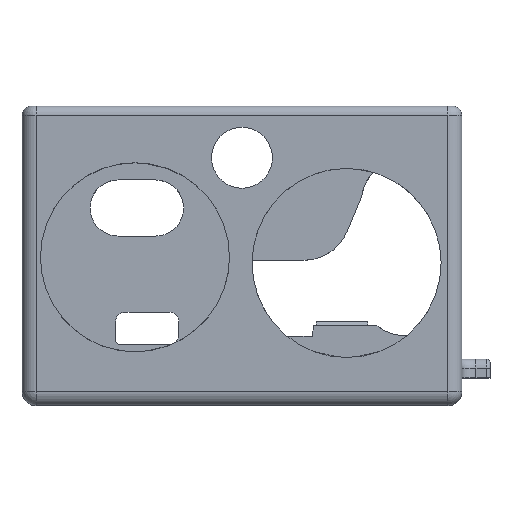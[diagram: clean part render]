
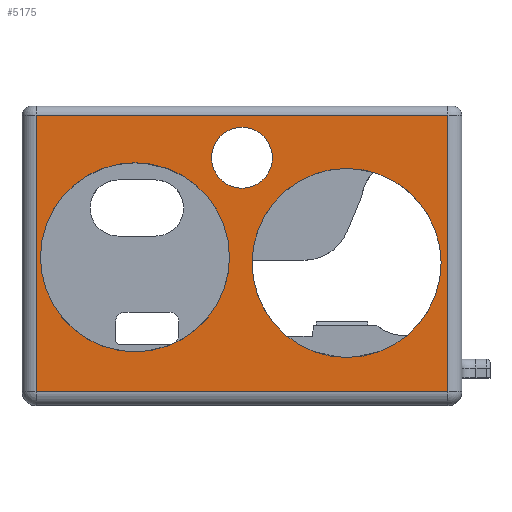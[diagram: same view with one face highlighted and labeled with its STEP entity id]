
A CAD part, top view. The second image highlights one B-rep face of the part: STEP entity #5175.
In plain terms, the highlighted planar face has unit normal (0, 0, 1).
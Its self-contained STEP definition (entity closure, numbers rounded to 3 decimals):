
#179 = ORIENTED_EDGE ( 'NONE', *, *, #7143, .T. ) ;
#204 = CARTESIAN_POINT ( 'NONE',  ( 0., 26.044, 21.5 ) ) ;
#254 = EDGE_CURVE ( 'NONE', #5960, #442, #3843, .T. ) ;
#332 = EDGE_CURVE ( 'NONE', #1652, #7154, #1194, .T. ) ;
#430 = AXIS2_PLACEMENT_3D ( 'NONE', #4651, #477, #564 ) ;
#442 = VERTEX_POINT ( 'NONE', #7658 ) ;
#477 = DIRECTION ( 'NONE',  ( 0., 0., 1. ) ) ;
#564 = DIRECTION ( 'NONE',  ( 1., 0., 0. ) ) ;
#775 = DIRECTION ( 'NONE',  ( -1., 0., 0. ) ) ;
#920 = LINE ( 'NONE', #204, #4566 ) ;
#1047 = AXIS2_PLACEMENT_3D ( 'NONE', #3004, #3300, #1930 ) ;
#1194 = LINE ( 'NONE', #7453, #6118 ) ;
#1241 = EDGE_CURVE ( 'NONE', #6416, #4051, #2548, .T. ) ;
#1362 = CARTESIAN_POINT ( 'NONE',  ( 0., 0., 21.5 ) ) ;
#1377 = DIRECTION ( 'NONE',  ( 0., 1., 0. ) ) ;
#1388 = ORIENTED_EDGE ( 'NONE', *, *, #8791, .F. ) ;
#1440 = VERTEX_POINT ( 'NONE', #1957 ) ;
#1652 = VERTEX_POINT ( 'NONE', #7788 ) ;
#1701 = ORIENTED_EDGE ( 'NONE', *, *, #1241, .F. ) ;
#1908 = AXIS2_PLACEMENT_3D ( 'NONE', #5550, #4881, #7594 ) ;
#1930 = DIRECTION ( 'NONE',  ( 1., 0., 0. ) ) ;
#1957 = CARTESIAN_POINT ( 'NONE',  ( 120.969, 17., 21.5 ) ) ;
#1994 = DIRECTION ( 'NONE',  ( 0., 0., 1. ) ) ;
#2024 = CARTESIAN_POINT ( 'NONE',  ( 83.469, 0., 21.5 ) ) ;
#2046 = VERTEX_POINT ( 'NONE', #5036 ) ;
#2097 = ORIENTED_EDGE ( 'NONE', *, *, #3797, .T. ) ;
#2371 = AXIS2_PLACEMENT_3D ( 'NONE', #1362, #2744, #5437 ) ;
#2418 = CARTESIAN_POINT ( 'NONE',  ( 0., -32.956, 21.5 ) ) ;
#2548 = CIRCLE ( 'NONE', #3395, 20.2 ) ;
#2606 = FACE_OUTER_BOUND ( 'NONE', #6366, .T. ) ;
#2637 = CARTESIAN_POINT ( 'NONE',  ( 133.969, 17., 21.5 ) ) ;
#2661 = CARTESIAN_POINT ( 'NONE',  ( 127.469, 17., 21.5 ) ) ;
#2744 = DIRECTION ( 'NONE',  ( 0., 0., -1. ) ) ;
#2851 = DIRECTION ( 'NONE',  ( 0., 0., 1. ) ) ;
#3004 = CARTESIAN_POINT ( 'NONE',  ( 104.61, -4.258, 21.5 ) ) ;
#3039 = DIRECTION ( 'NONE',  ( 1., 0., 0. ) ) ;
#3173 = VECTOR ( 'NONE', #4845, 1000. ) ;
#3205 = CARTESIAN_POINT ( 'NONE',  ( 127.469, 17., 21.5 ) ) ;
#3261 = FACE_BOUND ( 'NONE', #5323, .T. ) ;
#3300 = DIRECTION ( 'NONE',  ( 0., 0., 1. ) ) ;
#3395 = AXIS2_PLACEMENT_3D ( 'NONE', #7629, #2851, #6852 ) ;
#3501 = VECTOR ( 'NONE', #3039, 1000. ) ;
#3592 = CIRCLE ( 'NONE', #4024, 6.5 ) ;
#3797 = EDGE_CURVE ( 'NONE', #4913, #1652, #4409, .T. ) ;
#3843 = CIRCLE ( 'NONE', #430, 20.2 ) ;
#4024 = AXIS2_PLACEMENT_3D ( 'NONE', #2661, #1994, #5447 ) ;
#4051 = VERTEX_POINT ( 'NONE', #4718 ) ;
#4068 = EDGE_CURVE ( 'NONE', #1440, #7583, #5622, .T. ) ;
#4310 = ORIENTED_EDGE ( 'NONE', *, *, #6511, .T. ) ;
#4409 = LINE ( 'NONE', #2418, #3501 ) ;
#4526 = ORIENTED_EDGE ( 'NONE', *, *, #4068, .F. ) ;
#4566 = VECTOR ( 'NONE', #7702, 1000. ) ;
#4633 = PLANE ( 'NONE',  #2371 ) ;
#4651 = CARTESIAN_POINT ( 'NONE',  ( 104.61, -4.258, 21.5 ) ) ;
#4718 = CARTESIAN_POINT ( 'NONE',  ( 170.025, -5.467, 21.5 ) ) ;
#4845 = DIRECTION ( 'NONE',  ( 0., -1., 0. ) ) ;
#4881 = DIRECTION ( 'NONE',  ( 0., 0., 1. ) ) ;
#4913 = VERTEX_POINT ( 'NONE', #5655 ) ;
#5018 = CARTESIAN_POINT ( 'NONE',  ( 171.469, 26.044, 21.5 ) ) ;
#5026 = ORIENTED_EDGE ( 'NONE', *, *, #254, .F. ) ;
#5036 = CARTESIAN_POINT ( 'NONE',  ( 83.469, 26.044, 21.5 ) ) ;
#5175 = ADVANCED_FACE ( 'NONE', ( #3261, #7439, #5971, #2606 ), #4633, .F. ) ;
#5323 = EDGE_LOOP ( 'NONE', ( #4526, #6417 ) ) ;
#5437 = DIRECTION ( 'NONE',  ( -1., 0., 0. ) ) ;
#5447 = DIRECTION ( 'NONE',  ( -1., 0., 0. ) ) ;
#5550 = CARTESIAN_POINT ( 'NONE',  ( 149.825, -5.467, 21.5 ) ) ;
#5622 = CIRCLE ( 'NONE', #8600, 6.5 ) ;
#5655 = CARTESIAN_POINT ( 'NONE',  ( 83.469, -32.956, 21.5 ) ) ;
#5699 = ORIENTED_EDGE ( 'NONE', *, *, #7687, .F. ) ;
#5960 = VERTEX_POINT ( 'NONE', #7546 ) ;
#5971 = FACE_BOUND ( 'NONE', #6886, .T. ) ;
#6118 = VECTOR ( 'NONE', #1377, 1000. ) ;
#6340 = EDGE_CURVE ( 'NONE', #7583, #1440, #3592, .T. ) ;
#6366 = EDGE_LOOP ( 'NONE', ( #6449, #4310, #179, #2097 ) ) ;
#6416 = VERTEX_POINT ( 'NONE', #7572 ) ;
#6417 = ORIENTED_EDGE ( 'NONE', *, *, #6340, .F. ) ;
#6449 = ORIENTED_EDGE ( 'NONE', *, *, #332, .T. ) ;
#6511 = EDGE_CURVE ( 'NONE', #7154, #2046, #920, .T. ) ;
#6524 = EDGE_LOOP ( 'NONE', ( #5026, #1388 ) ) ;
#6852 = DIRECTION ( 'NONE',  ( 1., 0., 0. ) ) ;
#6861 = LINE ( 'NONE', #2024, #3173 ) ;
#6886 = EDGE_LOOP ( 'NONE', ( #5699, #1701 ) ) ;
#6980 = DIRECTION ( 'NONE',  ( 0., 0., 1. ) ) ;
#7143 = EDGE_CURVE ( 'NONE', #2046, #4913, #6861, .T. ) ;
#7154 = VERTEX_POINT ( 'NONE', #5018 ) ;
#7439 = FACE_BOUND ( 'NONE', #6524, .T. ) ;
#7453 = CARTESIAN_POINT ( 'NONE',  ( 171.469, 0., 21.5 ) ) ;
#7546 = CARTESIAN_POINT ( 'NONE',  ( 124.81, -4.258, 21.5 ) ) ;
#7572 = CARTESIAN_POINT ( 'NONE',  ( 129.625, -5.467, 21.5 ) ) ;
#7583 = VERTEX_POINT ( 'NONE', #2637 ) ;
#7594 = DIRECTION ( 'NONE',  ( 1., 0., 0. ) ) ;
#7629 = CARTESIAN_POINT ( 'NONE',  ( 149.825, -5.467, 21.5 ) ) ;
#7658 = CARTESIAN_POINT ( 'NONE',  ( 84.41, -4.258, 21.5 ) ) ;
#7687 = EDGE_CURVE ( 'NONE', #4051, #6416, #7993, .T. ) ;
#7702 = DIRECTION ( 'NONE',  ( -1., 0., 0. ) ) ;
#7788 = CARTESIAN_POINT ( 'NONE',  ( 171.469, -32.956, 21.5 ) ) ;
#7993 = CIRCLE ( 'NONE', #1908, 20.2 ) ;
#8127 = CIRCLE ( 'NONE', #1047, 20.2 ) ;
#8600 = AXIS2_PLACEMENT_3D ( 'NONE', #3205, #6980, #775 ) ;
#8791 = EDGE_CURVE ( 'NONE', #442, #5960, #8127, .T. ) ;
